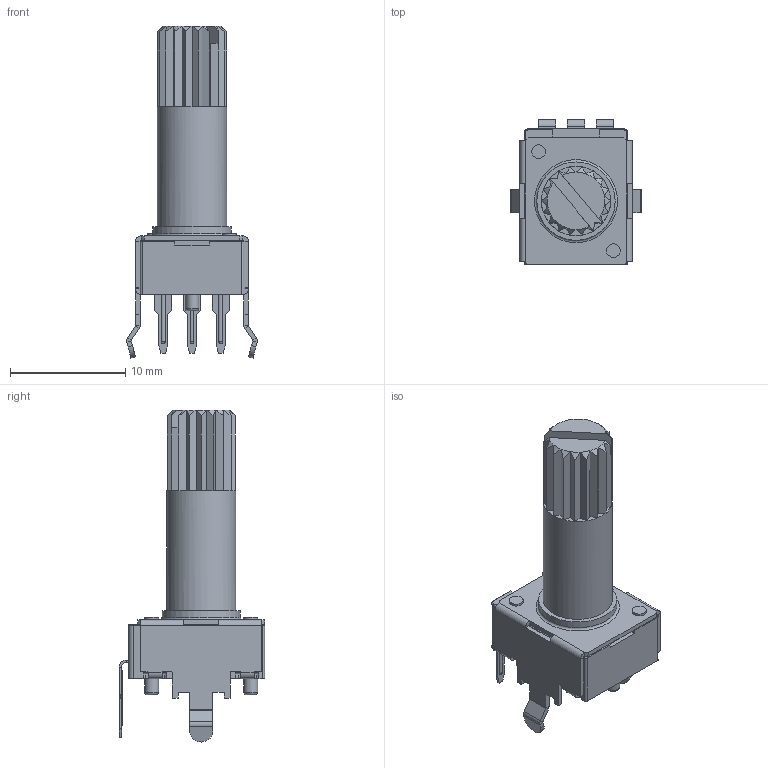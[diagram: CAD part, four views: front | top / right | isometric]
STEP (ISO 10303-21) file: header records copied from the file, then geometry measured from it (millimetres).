
FILE_DESCRIPTION(('STEP AP214'), '1');
FILE_NAME('R-0904N-KC', '', ('UNSPECIFIED'), ('UNSPECIFIED'), 'ASCON STEP Converter 1.6', 'ASCON Math Kernel', '');
FILE_SCHEMA(('AUTOMOTIVE_DESIGN { 1 0 10303 214 3 1 1}'));
Length unit declared in the file: millimetre
Bounding box: 11.32 x 12.6 x 28.8 mm (x, y, z)
Volume: 1054.6 mm3; surface area: 1449.1 mm2
Topology: 6 solids, 6 shells, 407 faces, 971 edges, 576 vertices
Faces by surface type: plane 274, cylinder 86, cone 18, sphere 12, torus 9, bspline 8
Full cylindrical faces by diameter (mm): 1.2 x7, 6 x2, 6.8 x1
Entity records: 15436 total; most frequent: CARTESIAN_POINT 2839, DIRECTION 1924, ORIENTED_EDGE 1888, EDGE_CURVE 944, LINE 644, VECTOR 644, AXIS2_PLACEMENT_3D 640, VERTEX_POINT 577
